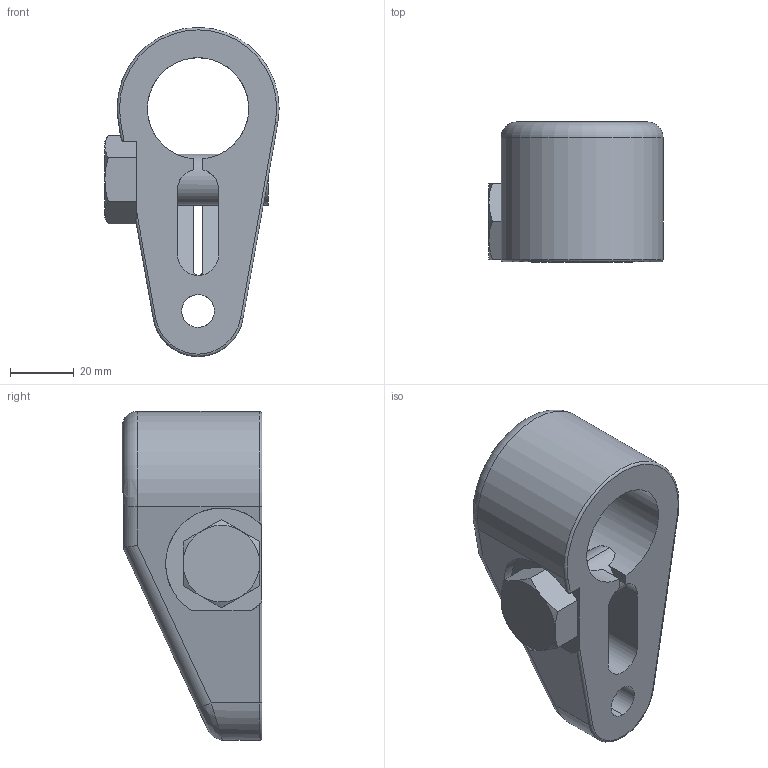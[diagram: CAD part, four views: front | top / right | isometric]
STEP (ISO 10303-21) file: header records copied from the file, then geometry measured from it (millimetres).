
FILE_DESCRIPTION((''),'2;1');
FILE_NAME('ILC91521801','2021-12-14T13:44:46',('npeters'),(''),'CREO PARAMETRIC BY PTC INC, 2021164','CREO PARAMETRIC BY PTC INC, 2021164','');
FILE_SCHEMA(('AUTOMOTIVE_DESIGN { 1 0 10303 214 1 1 1 1 }'));
Length unit declared in the file: inch
Products named in the file (1): ILC91521801
Bounding box: 54.61 x 43.81 x 103.17 mm (x, y, z)
Volume: 98428.1 mm3; surface area: 24840.2 mm2
Topology: 1 solids, 1 shells, 65 faces, 174 edges, 111 vertices
Faces by surface type: cylinder 28, plane 27, cone 6, torus 3, bspline 1
Entity records: 3299 total; most frequent: CARTESIAN_POINT 791, ORIENTED_EDGE 348, DIRECTION 345, PRESENTATION_STYLE_ASSIGNMENT 200, STYLED_ITEM 184, CURVE_STYLE 183, EDGE_CURVE 174, AXIS2_PLACEMENT_3D 128
